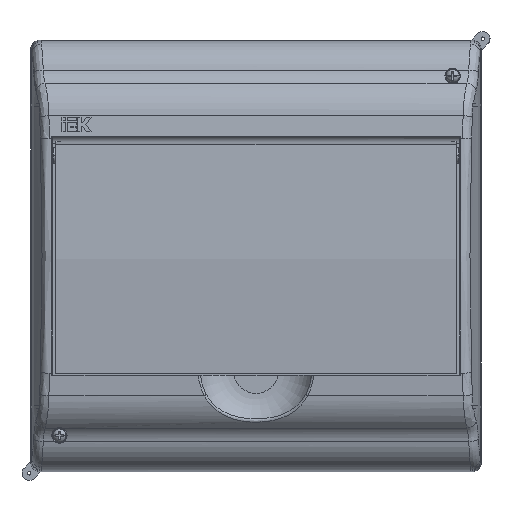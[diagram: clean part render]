
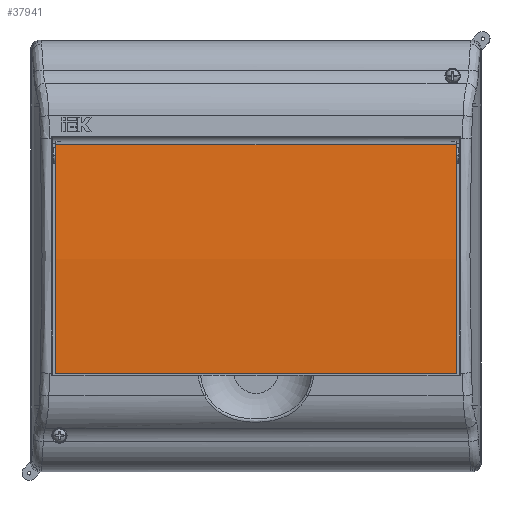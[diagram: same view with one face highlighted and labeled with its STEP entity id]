
A CAD part, top view. The second image highlights one B-rep face of the part: STEP entity #37941.
In plain terms, the highlighted cylindrical face has radius 600 mm (diameter 1200 mm), a partial arc.
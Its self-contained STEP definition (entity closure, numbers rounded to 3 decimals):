
#3089 = VECTOR ( 'NONE', #66104, 1000. ) ;
#4845 = CARTESIAN_POINT ( 'NONE',  ( 83.424, 14.54, 95.665 ) ) ;
#5453 = CARTESIAN_POINT ( 'NONE',  ( -94., 46.24, 93.212 ) ) ;
#10995 = CARTESIAN_POINT ( 'NONE',  ( 83.447, -48.945, 93.004 ) ) ;
#13528 =( BOUNDED_CURVE ( )  B_SPLINE_CURVE ( 3, ( #63970, #33425, #70083, #33688 ),
 .UNSPECIFIED., .F., .T. ) 
 B_SPLINE_CURVE_WITH_KNOTS ( ( 4, 4 ),
 ( 6.202, 6.36 ),
 .UNSPECIFIED. ) 
 CURVE ( )  GEOMETRIC_REPRESENTATION_ITEM ( )  RATIONAL_B_SPLINE_CURVE ( ( 1., 0.998, 0.998, 1. ) ) 
 REPRESENTATION_ITEM ( '' )  );
#17139 =( BOUNDED_CURVE ( )  B_SPLINE_CURVE ( 3, ( #77743, #4845, #47455, #10995 ),
 .UNSPECIFIED., .F., .F. ) 
 B_SPLINE_CURVE_WITH_KNOTS ( ( 4, 4 ),
 ( 3.064, 3.223 ),
 .UNSPECIFIED. ) 
 CURVE ( )  GEOMETRIC_REPRESENTATION_ITEM ( )  RATIONAL_B_SPLINE_CURVE ( ( 1., 0.998, 0.998, 1. ) ) 
 REPRESENTATION_ITEM ( '' )  );
#18928 = ORIENTED_EDGE ( 'NONE', *, *, #39261, .F. ) ;
#26768 = DIRECTION ( 'NONE',  ( 0., 0., -1. ) ) ;
#26970 = VERTEX_POINT ( 'NONE', #70138 ) ;
#27059 = VECTOR ( 'NONE', #41964, 1000. ) ;
#28971 = VERTEX_POINT ( 'NONE', #54439 ) ;
#33425 = CARTESIAN_POINT ( 'NONE',  ( -83.424, -17.255, 95.595 ) ) ;
#33688 = CARTESIAN_POINT ( 'NONE',  ( -83.445, 46.24, 93.212 ) ) ;
#34496 = VERTEX_POINT ( 'NONE', #74905 ) ;
#35026 = VERTEX_POINT ( 'NONE', #55968 ) ;
#35823 = CARTESIAN_POINT ( 'NONE',  ( -83.447, -48.945, 93.004 ) ) ;
#37152 = FACE_OUTER_BOUND ( 'NONE', #55018, .T. ) ;
#37941 = ADVANCED_FACE ( 'NONE', ( #37152 ), #67562, .T. ) ;
#39261 = EDGE_CURVE ( 'NONE', #26970, #28971, #13528, .T. ) ;
#41964 = DIRECTION ( 'NONE',  ( 1., 0., 0. ) ) ;
#44751 = EDGE_CURVE ( 'NONE', #28971, #35026, #49772, .T. ) ;
#46655 = AXIS2_PLACEMENT_3D ( 'NONE', #63126, #55684, #26768 ) ;
#47455 = CARTESIAN_POINT ( 'NONE',  ( 83.424, -17.255, 95.595 ) ) ;
#49772 = LINE ( 'NONE', #5453, #3089 ) ;
#50397 = ORIENTED_EDGE ( 'NONE', *, *, #44751, .F. ) ;
#54439 = CARTESIAN_POINT ( 'NONE',  ( -83.445, 46.24, 93.212 ) ) ;
#55018 = EDGE_LOOP ( 'NONE', ( #55089, #50397, #18928, #59232 ) ) ;
#55089 = ORIENTED_EDGE ( 'NONE', *, *, #77125, .F. ) ;
#55684 = DIRECTION ( 'NONE',  ( 1., 0., 0. ) ) ;
#55968 = CARTESIAN_POINT ( 'NONE',  ( 83.445, 46.24, 93.212 ) ) ;
#59232 = ORIENTED_EDGE ( 'NONE', *, *, #66886, .T. ) ;
#63126 = CARTESIAN_POINT ( 'NONE',  ( -94., -0.048, -505. ) ) ;
#63970 = CARTESIAN_POINT ( 'NONE',  ( -83.447, -48.945, 93.004 ) ) ;
#66104 = DIRECTION ( 'NONE',  ( 1., 0., 0. ) ) ;
#66886 = EDGE_CURVE ( 'NONE', #26970, #34496, #75534, .T. ) ;
#67562 = CYLINDRICAL_SURFACE ( 'NONE', #46655, 600. ) ;
#70083 = CARTESIAN_POINT ( 'NONE',  ( -83.424, 14.54, 95.665 ) ) ;
#70138 = CARTESIAN_POINT ( 'NONE',  ( -83.447, -48.945, 93.004 ) ) ;
#74905 = CARTESIAN_POINT ( 'NONE',  ( 83.447, -48.945, 93.004 ) ) ;
#75534 = LINE ( 'NONE', #35823, #27059 ) ;
#77125 = EDGE_CURVE ( 'NONE', #35026, #34496, #17139, .T. ) ;
#77743 = CARTESIAN_POINT ( 'NONE',  ( 83.445, 46.24, 93.212 ) ) ;
